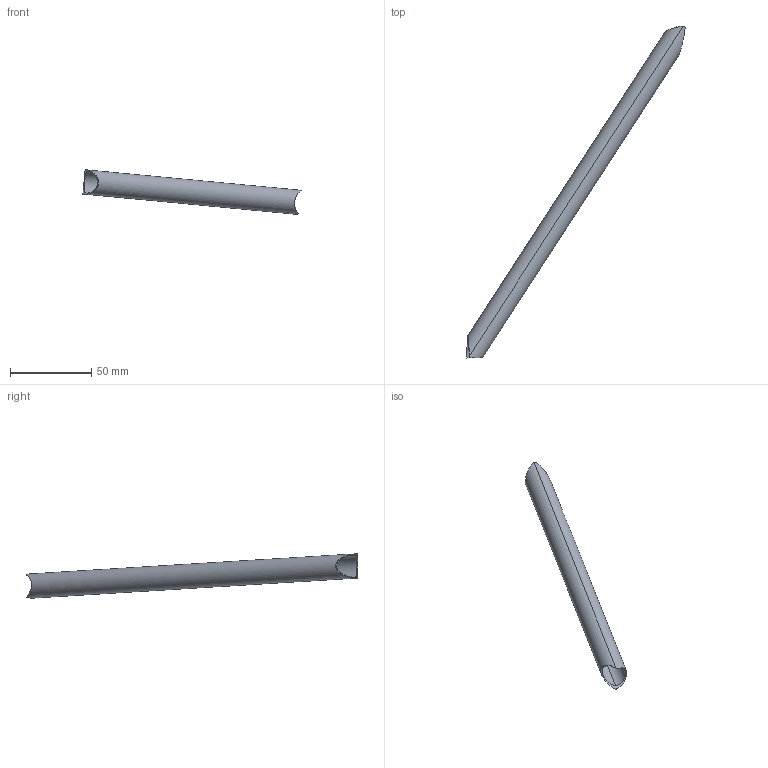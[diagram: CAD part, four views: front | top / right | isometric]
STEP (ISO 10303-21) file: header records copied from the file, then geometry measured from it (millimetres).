
FILE_DESCRIPTION(('STEP AP214'),'1');
FILE_NAME('115.stp','2019-12-02T12:31:16',(' '),(' '),'Spatial InterOp 3D',' ',' ');
FILE_SCHEMA(('AUTOMOTIVE_DESIGN { 1 0 10303 214 1 1 1 1 }'));
Length unit declared in the file: metre
Products named in the file (1): PartBody/Trim.1
Bounding box: 134.38 x 204.34 x 27.36 mm (x, y, z)
Volume: 7740.1 mm3; surface area: 20767.6 mm2
Topology: 1 solids, 1 shells, 11 faces, 35 edges, 24 vertices
Faces by surface type: cylinder 11
Entity records: 1263 total; most frequent: CARTESIAN_POINT 747, ORIENTED_EDGE 70, STYLED_ITEM 40, PRESENTATION_STYLE_ASSIGNMENT 40, COLOUR_RGB 40, EDGE_CURVE 35, DIRECTION 31, CURVE_STYLE 28
